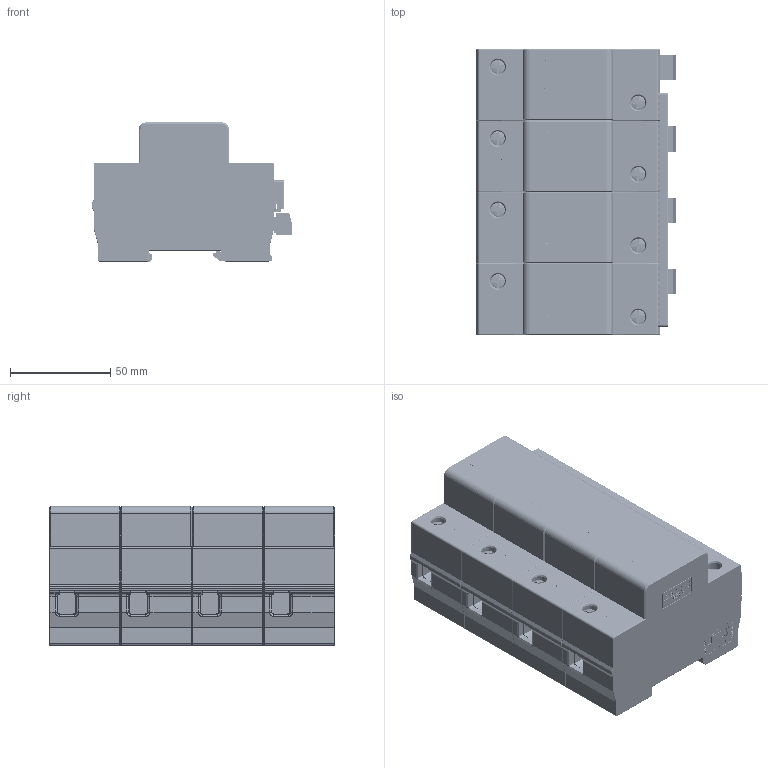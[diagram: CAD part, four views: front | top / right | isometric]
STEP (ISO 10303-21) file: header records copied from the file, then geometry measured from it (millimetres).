
FILE_DESCRIPTION((''),'2;1');
FILE_NAME('4PYX_SW0001','2025-06-18T',('weiren.liu'),(''),'PRO/ENGINEER BY PARAMETRIC TECHNOLOGY CORPORATION, 2017170','PRO/ENGINEER BY PARAMETRIC TECHNOLOGY CORPORATION, 2017170','');
FILE_SCHEMA(('CONFIG_CONTROL_DESIGN'));
Products named in the file (1): 4PYX_SW0001
Bounding box: 100 x 142.4 x 69.4 mm (x, y, z)
Volume: 243816.1 mm3; surface area: 226314.5 mm2
Topology: 1 solids, 22 shells, 7753 faces, 22459 edges, 14710 vertices
Faces by surface type: plane 6079, cylinder 1180, torus 226, cone 148, bspline 88, sphere 32
Entity records: 284460 total; most frequent: CARTESIAN_POINT 78628, ORIENTED_EDGE 44902, DIRECTION 40078, EDGE_CURVE 22451, VECTOR 17970, LINE 17970, VERTEX_POINT 14710, AXIS2_PLACEMENT_3D 11054
